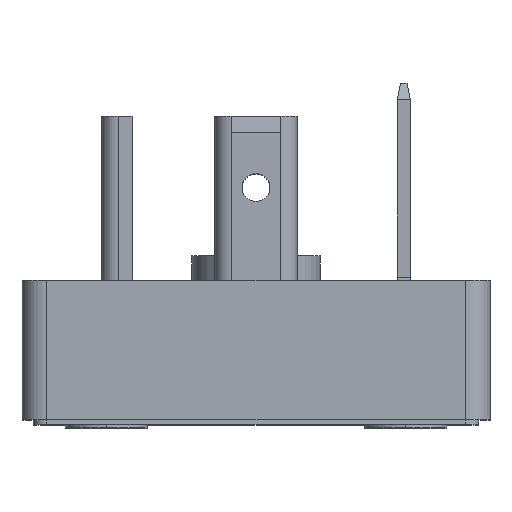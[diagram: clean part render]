
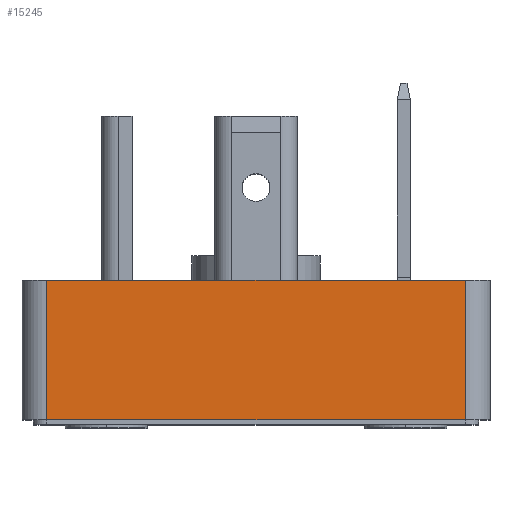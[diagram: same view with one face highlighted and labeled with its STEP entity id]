
A CAD part, top view. The second image highlights one B-rep face of the part: STEP entity #15245.
In plain terms, the highlighted planar face has unit normal (0, 0, 1).
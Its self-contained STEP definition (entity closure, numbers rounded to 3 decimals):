
#428 = EDGE_CURVE ( 'NONE', #6519, #8057, #12487, .T. ) ;
#1992 = VERTEX_POINT ( 'NONE', #21608 ) ;
#2283 = PLANE ( 'NONE',  #8532 ) ;
#3031 = VECTOR ( 'NONE', #18942, 1000. ) ;
#3462 = VECTOR ( 'NONE', #19464, 1000. ) ;
#3577 = LINE ( 'NONE', #17183, #3031 ) ;
#4056 = VECTOR ( 'NONE', #12568, 1000. ) ;
#4120 = DIRECTION ( 'NONE',  ( 0., 0., 1. ) ) ;
#5197 = ORIENTED_EDGE ( 'NONE', *, *, #6908, .T. ) ;
#6519 = VERTEX_POINT ( 'NONE', #7601 ) ;
#6908 = EDGE_CURVE ( 'NONE', #8057, #1992, #8452, .T. ) ;
#7252 = CARTESIAN_POINT ( 'NONE',  ( -12.75, -3.35, 14.25 ) ) ;
#7414 = VECTOR ( 'NONE', #8659, 1000. ) ;
#7601 = CARTESIAN_POINT ( 'NONE',  ( -12.75, 5.15, 14.25 ) ) ;
#8057 = VERTEX_POINT ( 'NONE', #7252 ) ;
#8452 = LINE ( 'NONE', #18969, #7414 ) ;
#8532 = AXIS2_PLACEMENT_3D ( 'NONE', #12528, #4120, #15982 ) ;
#8659 = DIRECTION ( 'NONE',  ( 1., 0., 0. ) ) ;
#11055 = EDGE_CURVE ( 'NONE', #11523, #1992, #3577, .T. ) ;
#11523 = VERTEX_POINT ( 'NONE', #22040 ) ;
#11692 = ORIENTED_EDGE ( 'NONE', *, *, #11055, .F. ) ;
#11949 = LINE ( 'NONE', #14281, #4056 ) ;
#12487 = LINE ( 'NONE', #19281, #3462 ) ;
#12528 = CARTESIAN_POINT ( 'NONE',  ( -14.25, 5.15, 14.25 ) ) ;
#12568 = DIRECTION ( 'NONE',  ( 1., 0., 0. ) ) ;
#14281 = CARTESIAN_POINT ( 'NONE',  ( 0., 5.15, 14.25 ) ) ;
#14644 = FACE_OUTER_BOUND ( 'NONE', #16878, .T. ) ;
#15245 = ADVANCED_FACE ( 'NONE', ( #14644 ), #2283, .T. ) ;
#15344 = ORIENTED_EDGE ( 'NONE', *, *, #15830, .F. ) ;
#15830 = EDGE_CURVE ( 'NONE', #6519, #11523, #11949, .T. ) ;
#15982 = DIRECTION ( 'NONE',  ( 1., 0., 0. ) ) ;
#16878 = EDGE_LOOP ( 'NONE', ( #5197, #11692, #15344, #17517 ) ) ;
#17183 = CARTESIAN_POINT ( 'NONE',  ( 12.75, 5.215, 14.25 ) ) ;
#17517 = ORIENTED_EDGE ( 'NONE', *, *, #428, .T. ) ;
#18942 = DIRECTION ( 'NONE',  ( 0., -1., 0. ) ) ;
#18969 = CARTESIAN_POINT ( 'NONE',  ( -14.25, -3.35, 14.25 ) ) ;
#19281 = CARTESIAN_POINT ( 'NONE',  ( -12.75, 5.15, 14.25 ) ) ;
#19464 = DIRECTION ( 'NONE',  ( 0., -1., 0. ) ) ;
#21608 = CARTESIAN_POINT ( 'NONE',  ( 12.75, -3.35, 14.25 ) ) ;
#22040 = CARTESIAN_POINT ( 'NONE',  ( 12.75, 5.15, 14.25 ) ) ;
